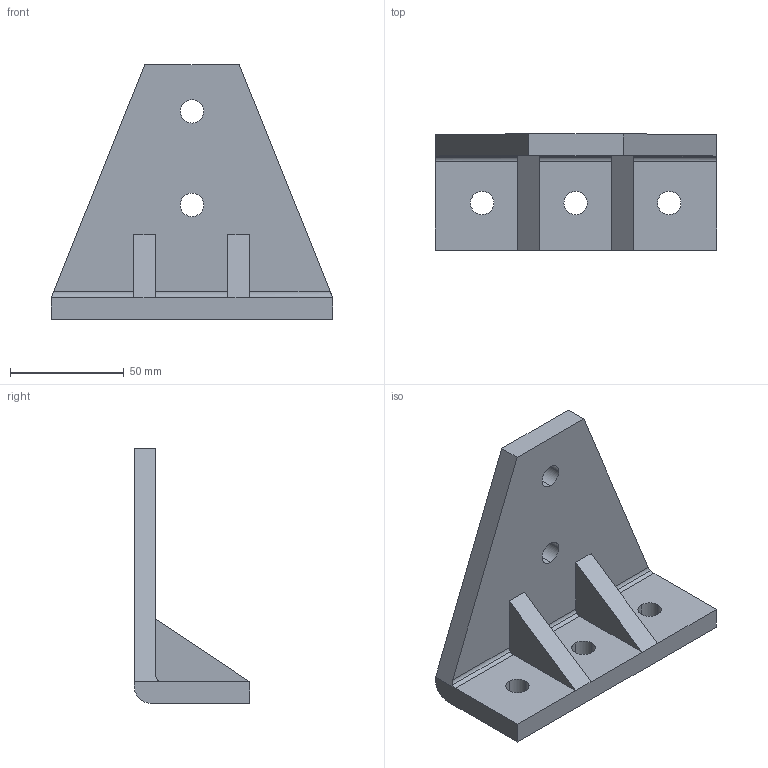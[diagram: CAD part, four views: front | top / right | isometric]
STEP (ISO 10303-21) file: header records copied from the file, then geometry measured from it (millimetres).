
FILE_DESCRIPTION(('TurboCAD Mac Pro'),'Build 980');
FILE_NAME('F50PU-2538.stp',' ',(''),(''),'ACIS Interop','IMSI','TurboCAD Mac Pro BY IMSI, INCORPORATED');
FILE_SCHEMA(('automotive_design'));
Length unit declared in the file: inch
Products named in the file (1): 1
Bounding box: 123.44 x 50.79 x 111.81 mm (x, y, z)
Volume: 145519.6 mm3; surface area: 36109 mm2
Topology: 1 solids, 1 shells, 46 faces, 126 edges, 82 vertices
Faces by surface type: bspline 20, plane 18, cylinder 8
Entity records: 1970 total; most frequent: CARTESIAN_POINT 515, ORIENTED_EDGE 252, DIRECTION 156, EDGE_CURVE 126, VERTEX_POINT 82, LINE 70, VECTOR 70, EDGE_LOOP 56
